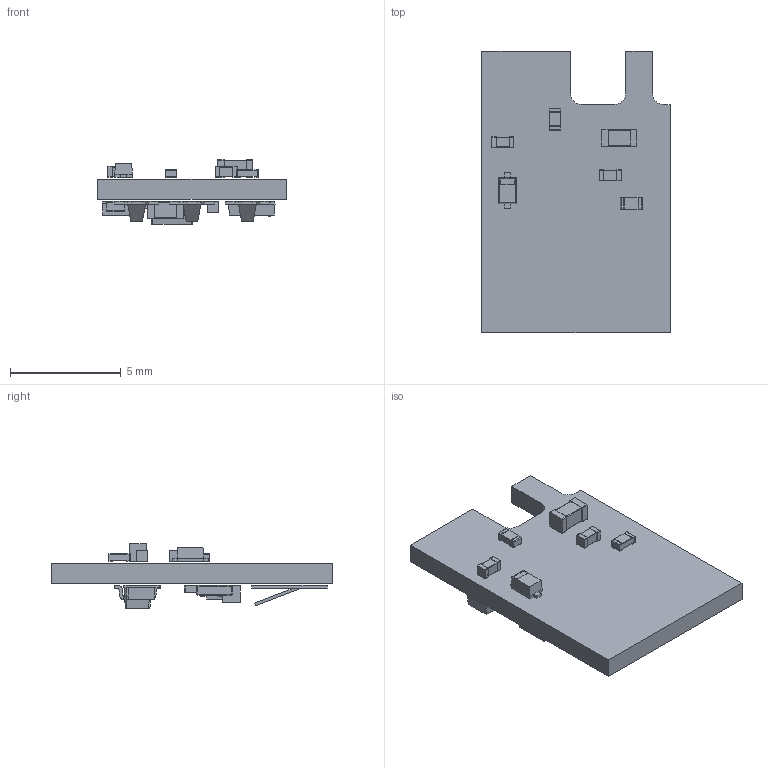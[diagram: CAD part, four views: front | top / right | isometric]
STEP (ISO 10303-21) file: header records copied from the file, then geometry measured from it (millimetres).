
FILE_DESCRIPTION(('KiCad electronic assembly'),'2;1');
FILE_NAME('minipcb.step','2026-01-11T21:01:27',('Pcbnew'),('Kicad'), 'Open CASCADE STEP processor 7.6','KiCad to STEP converter','Unknown' );
FILE_SCHEMA(('AUTOMOTIVE_DESIGN { 1 0 10303 214 1 1 1 1 }'));
Length unit declared in the file: millimetre
Products named in the file (11): minipcb 1; R_0402_1005Metric; D_SOD-523; C_0402_1005Metric; C_0603_1608Metric; TE_2040852-1_uncompressed; SOT-583-8; SOT-363_SC-70-6; R_0603_1608Metric; SOT-553; minipcb_PCB
Assembly tree (20 placements, depth 2):
  minipcb 1
    R_0402_1005Metric  x5
    D_SOD-523
    C_0402_1005Metric  x3
    C_0603_1608Metric  x2
    TE_2040852-1_uncompressed  x4
    SOT-583-8
    SOT-363_SC-70-6
    R_0603_1608Metric
    SOT-553
    minipcb_PCB
Bounding box: 8.5 x 12.7 x 2.93 mm (x, y, z)
Volume: 103.5 mm3; surface area: 368.6 mm2
Topology: 20 solids, 20 shells, 668 faces, 1703 edges, 1089 vertices
Faces by surface type: plane 460, cylinder 153, bspline 55
Full cylindrical faces by diameter (mm): 0.1 x1, 0.25 x1
Entity records: 12937 total; most frequent: CARTESIAN_POINT 3386, ORIENTED_EDGE 1998, DIRECTION 1800, EDGE_CURVE 999, LINE 770, VECTOR 770, VERTEX_POINT 625, AXIS2_PLACEMENT_3D 515
